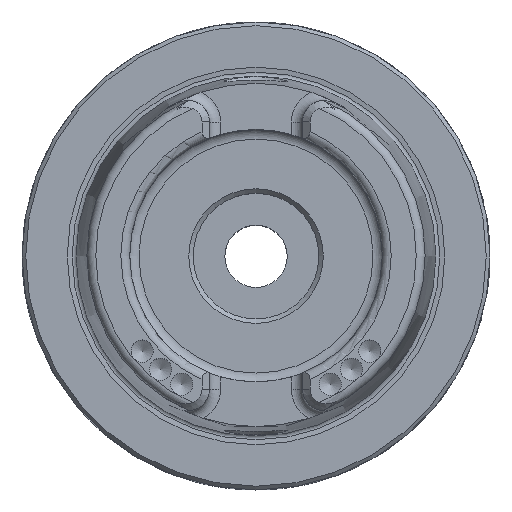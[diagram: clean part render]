
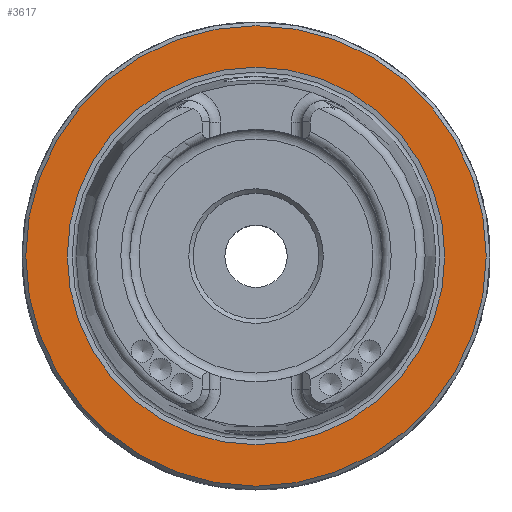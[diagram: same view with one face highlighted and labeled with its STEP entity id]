
A CAD part, top view. The second image highlights one B-rep face of the part: STEP entity #3617.
In plain terms, the highlighted planar face has unit normal (0, 0, 1).
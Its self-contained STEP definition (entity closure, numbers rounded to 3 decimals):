
#347=PLANE('',#3897);
#785=ORIENTED_EDGE('',*,*,#1247,.T.);
#786=ORIENTED_EDGE('',*,*,#1244,.F.);
#1244=EDGE_CURVE('',#1530,#1530,#1729,.T.);
#1247=EDGE_CURVE('',#1533,#1533,#1732,.T.);
#1530=VERTEX_POINT('',#5445);
#1533=VERTEX_POINT('',#5454);
#1729=CIRCLE('',#3892,25.418);
#1732=CIRCLE('',#3898,31.);
#1956=EDGE_LOOP('',(#785));
#1957=EDGE_LOOP('',(#786));
#2217=FACE_BOUND('',#1956,.T.);
#2218=FACE_BOUND('',#1957,.T.);
#3617=ADVANCED_FACE('',(#2217,#2218),#347,.T.);
#3892=AXIS2_PLACEMENT_3D('',#5444,#4459,#4460);
#3897=AXIS2_PLACEMENT_3D('',#5452,#4469,#4470);
#3898=AXIS2_PLACEMENT_3D('',#5453,#4471,#4472);
#4459=DIRECTION('',(0.,0.,1.));
#4460=DIRECTION('',(1.,0.,0.));
#4469=DIRECTION('',(0.,0.,1.));
#4470=DIRECTION('',(1.,0.,0.));
#4471=DIRECTION('',(0.,0.,1.));
#4472=DIRECTION('',(1.,0.,0.));
#5444=CARTESIAN_POINT('',(0.,0.,0.));
#5445=CARTESIAN_POINT('',(25.418,0.,0.));
#5452=CARTESIAN_POINT('',(31.,0.,0.));
#5453=CARTESIAN_POINT('',(0.,0.,0.));
#5454=CARTESIAN_POINT('',(31.,0.,0.));
